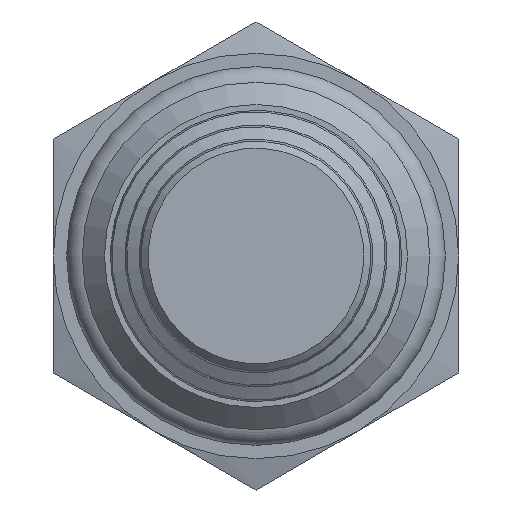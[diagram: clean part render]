
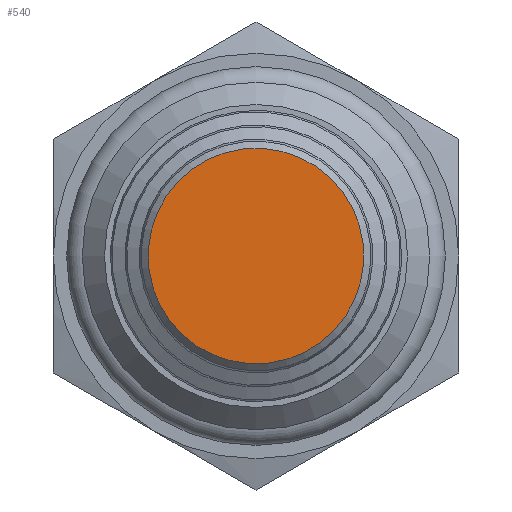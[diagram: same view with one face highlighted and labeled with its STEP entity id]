
A CAD part, front view. The second image highlights one B-rep face of the part: STEP entity #540.
In plain terms, the highlighted planar face has unit normal (0, -1, 0).
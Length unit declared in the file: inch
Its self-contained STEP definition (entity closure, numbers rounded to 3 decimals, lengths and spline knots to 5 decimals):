
#500=CARTESIAN_POINT('',(0.02462,-2.459,-0.23144));
#501=VERTEX_POINT('',#500);
#502=CARTESIAN_POINT('',(0.0,-2.459,0.0));
#503=DIRECTION('',(0.0,1.0,0.0));
#504=DIRECTION('',(-0.106,0.0,0.994));
#505=AXIS2_PLACEMENT_3D('',#502,#503,#504);
#506=CIRCLE('',#505,0.23275);
#507=EDGE_CURVE('',#501,#501,#506,.T.);
#532=CARTESIAN_POINT('',(0.0,-2.459,0.0));
#533=DIRECTION('',(0.0,-1.0,0.0));
#534=DIRECTION('',(-0.994,0.0,-0.106));
#535=AXIS2_PLACEMENT_3D('',#532,#533,#534);
#536=PLANE('',#535);
#537=ORIENTED_EDGE('',*,*,#507,.F.);
#538=EDGE_LOOP('',(#537));
#539=FACE_OUTER_BOUND('',#538,.T.);
#540=ADVANCED_FACE('',(#539),#536,.T.);
